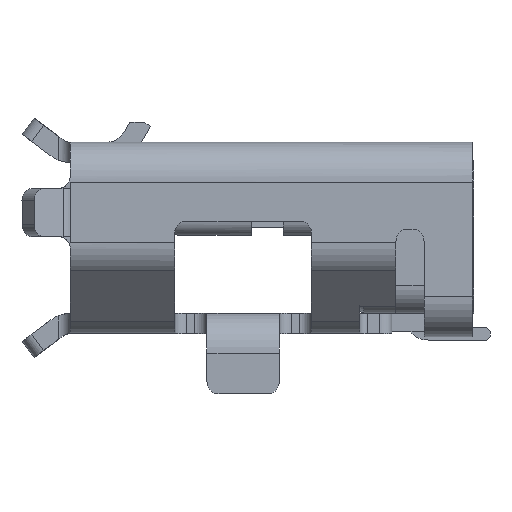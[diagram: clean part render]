
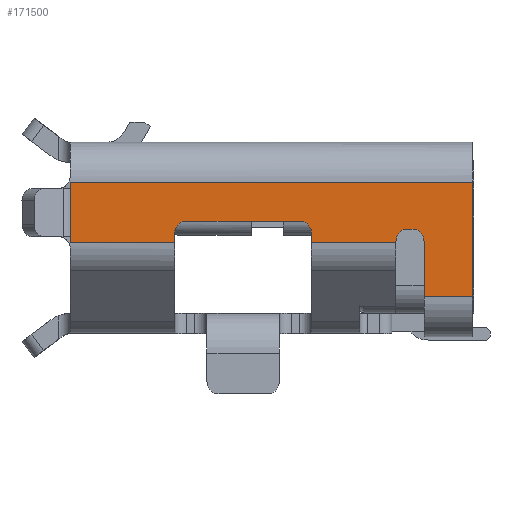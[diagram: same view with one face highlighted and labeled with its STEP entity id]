
A CAD part, left-side view. The second image highlights one B-rep face of the part: STEP entity #171500.
In plain terms, the highlighted planar face has unit normal (-1, 0, 0).
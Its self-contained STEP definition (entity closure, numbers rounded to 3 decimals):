
#166360=CARTESIAN_POINT('',(-3.7,-0.5,
-0.075));
#166370=VERTEX_POINT('',#166360);
#166400=CARTESIAN_POINT('',(-3.7,-0.5,
0.044));
#166410=DIRECTION('',(0.,0.,-1.));
#166420=VECTOR('',#166410,0.119);
#166430=LINE('',#166400,#166420);
#166440=CARTESIAN_POINT('',(-3.7,-0.5,
0.044));
#166450=VERTEX_POINT('',#166440);
#166460=EDGE_CURVE('',#166450,#166370,#166430,.T.);
#166640=CARTESIAN_POINT('',(-3.7,-0.65,
-0.075));
#166650=DIRECTION('',(1.,0.,0.));
#166660=DIRECTION('',(0.,0.,-1.));
#166670=AXIS2_PLACEMENT_3D('',#166640,#166650,#166660);
#166680=CIRCLE('',#166670,0.15);
#166690=CARTESIAN_POINT('',(-3.7,-0.65,-0.225)
);
#166700=VERTEX_POINT('',#166690);
#166710=EDGE_CURVE('',#166700,#166370,#166680,.T.);
#167690=CARTESIAN_POINT('',(-3.7,-3.5,
-0.031));
#167700=VERTEX_POINT('',#167690);
#168520=CARTESIAN_POINT('',(-3.7,-3.5,-0.63));
#168530=DIRECTION('',(0.,0.,-1.));
#168540=VECTOR('',#168530,0.075);
#168550=LINE('',#168520,#168540);
#168560=CARTESIAN_POINT('',(-3.7,-3.5,-0.63));
#168570=VERTEX_POINT('',#168560);
#168580=CARTESIAN_POINT('',(-3.7,-3.5,-0.705))
;
#168590=VERTEX_POINT('',#168580);
#168600=EDGE_CURVE('',#168570,#168590,#168550,.T.);
#169330=CARTESIAN_POINT('',(-3.7,-3.5,-0.705))
;
#169340=DIRECTION('',(0.,1.,0.));
#169350=VECTOR('',#169340,1.);
#169360=LINE('',#169330,#169350);
#169720=CARTESIAN_POINT('',(-3.7,1.5,-0.705));
#169730=VERTEX_POINT('',#169720);
#169760=EDGE_CURVE('',#168590,#169730,#169360,.T.);
#169860=CARTESIAN_POINT('',(-3.7,-3.5,-0.63));
#169870=DIRECTION('',(0.,0.,1.));
#169880=VECTOR('',#169870,0.599);
#169890=LINE('',#169860,#169880);
#169900=EDGE_CURVE('',#168570,#167700,#169890,.T.);
#170350=CARTESIAN_POINT('',(-3.7,-3.5,
0.044));
#170360=DIRECTION('',(1.,-0.,0.));
#170370=DIRECTION('',(0.,0.,-1.));
#170380=AXIS2_PLACEMENT_3D('',#170350,#170360,#170370);
#170390=PLANE('',#170380);
#170400=ORIENTED_EDGE('',*,*,#166710,.T.);
#170410=CARTESIAN_POINT('',(-3.7,-0.65,-0.225)
);
#170420=DIRECTION('',(0.,-1.,0.));
#170430=VECTOR('',#170420,1.4);
#170440=LINE('',#170410,#170430);
#170450=CARTESIAN_POINT('',(-3.7,-2.05,-0.225))
;
#170460=VERTEX_POINT('',#170450);
#170470=EDGE_CURVE('',#166700,#170460,#170440,.T.);
#170480=ORIENTED_EDGE('',*,*,#170470,.F.);
#170490=CARTESIAN_POINT('',(-3.7,-2.05,
-0.075));
#170500=DIRECTION('',(1.,0.,0.));
#170510=DIRECTION('',(0.,-1.,0.));
#170520=AXIS2_PLACEMENT_3D('',#170490,#170500,#170510);
#170530=CIRCLE('',#170520,0.15);
#170540=CARTESIAN_POINT('',(-3.7,-2.2,
-0.075));
#170550=VERTEX_POINT('',#170540);
#170560=EDGE_CURVE('',#170550,#170460,#170530,.T.);
#170570=ORIENTED_EDGE('',*,*,#170560,.T.);
#170580=CARTESIAN_POINT('',(-3.7,-2.2,
0.044));
#170590=DIRECTION('',(0.,0.,-1.));
#170600=VECTOR('',#170590,0.119);
#170610=LINE('',#170580,#170600);
#170620=CARTESIAN_POINT('',(-3.7,-2.2,
0.044));
#170630=VERTEX_POINT('',#170620);
#170640=EDGE_CURVE('',#170630,#170550,#170610,.T.);
#170650=ORIENTED_EDGE('',*,*,#170640,.T.);
#170660=CARTESIAN_POINT('',(-3.7,-3.5,
0.044));
#170670=DIRECTION('',(0.,1.,0.));
#170680=VECTOR('',#170670,1.);
#170690=LINE('',#170660,#170680);
#170700=CARTESIAN_POINT('',(-3.7,-3.5,
0.044));
#170710=VERTEX_POINT('',#170700);
#170720=EDGE_CURVE('',#170710,#170630,#170690,.T.);
#170730=ORIENTED_EDGE('',*,*,#170720,.T.);
#170740=CARTESIAN_POINT('',(-3.7,-3.5,
0.044));
#170750=DIRECTION('',(0.,0.,-1.));
#170760=VECTOR('',#170750,0.075);
#170770=LINE('',#170740,#170760);
#170780=EDGE_CURVE('',#170710,#167700,#170770,.T.);
#170790=ORIENTED_EDGE('',*,*,#170780,.F.);
#170800=ORIENTED_EDGE('',*,*,#169900,.T.);
#170810=ORIENTED_EDGE('',*,*,#168600,.F.);
#170820=ORIENTED_EDGE('',*,*,#169760,.F.);
#170830=CARTESIAN_POINT('',(-3.7,1.5,0.715));
#170840=DIRECTION('',(0.,0.,-1.));
#170850=VECTOR('',#170840,1.42);
#170860=LINE('',#170830,#170850);
#170870=CARTESIAN_POINT('',(-3.7,1.5,0.715));
#170880=VERTEX_POINT('',#170870);
#170890=EDGE_CURVE('',#170880,#169730,#170860,.T.);
#170900=ORIENTED_EDGE('',*,*,#170890,.T.);
#170910=CARTESIAN_POINT('',(-3.7,1.5,0.715));
#170920=DIRECTION('',(0.,-1.,0.));
#170930=VECTOR('',#170920,0.6);
#170940=LINE('',#170910,#170930);
#170950=CARTESIAN_POINT('',(-3.7,0.9,0.715));
#170960=VERTEX_POINT('',#170950);
#170970=EDGE_CURVE('',#170880,#170960,#170940,.T.);
#170980=ORIENTED_EDGE('',*,*,#170970,.F.);
#170990=CARTESIAN_POINT('',(-3.7,0.9,
0.025));
#171000=DIRECTION('',(0.,0.,1.));
#171010=VECTOR('',#171000,0.69);
#171020=LINE('',#170990,#171010);
#171030=CARTESIAN_POINT('',(-3.7,0.9,
0.025));
#171040=VERTEX_POINT('',#171030);
#171050=EDGE_CURVE('',#171040,#170960,#171020,.T.);
#171060=ORIENTED_EDGE('',*,*,#171050,.T.);
#171070=CARTESIAN_POINT('',(-3.7,0.75,
0.025));
#171080=DIRECTION('',(1.,0.,0.));
#171090=DIRECTION('',(0.,0.,-1.));
#171100=AXIS2_PLACEMENT_3D('',#171070,#171080,#171090);
#171110=CIRCLE('',#171100,0.15);
#171120=CARTESIAN_POINT('',(-3.7,0.75,-0.125))
;
#171130=VERTEX_POINT('',#171120);
#171140=EDGE_CURVE('',#171130,#171040,#171110,.T.);
#171150=ORIENTED_EDGE('',*,*,#171140,.T.);
#171160=CARTESIAN_POINT('',(-3.7,0.75,-0.125))
;
#171170=DIRECTION('',(0.,-1.,0.));
#171180=VECTOR('',#171170,0.05);
#171190=LINE('',#171160,#171180);
#171200=CARTESIAN_POINT('',(-3.7,0.7,-0.125))
;
#171210=VERTEX_POINT('',#171200);
#171220=EDGE_CURVE('',#171130,#171210,#171190,.T.);
#171230=ORIENTED_EDGE('',*,*,#171220,.F.);
#171240=CARTESIAN_POINT('',(-3.7,0.7,
0.025));
#171250=DIRECTION('',(1.,0.,0.));
#171260=DIRECTION('',(0.,-1.,0.));
#171270=AXIS2_PLACEMENT_3D('',#171240,#171250,#171260);
#171280=CIRCLE('',#171270,0.15);
#171290=CARTESIAN_POINT('',(-3.7,0.55,
0.025));
#171300=VERTEX_POINT('',#171290);
#171310=EDGE_CURVE('',#171300,#171210,#171280,.T.);
#171320=ORIENTED_EDGE('',*,*,#171310,.T.);
#171330=CARTESIAN_POINT('',(-3.7,0.55,
0.044));
#171340=DIRECTION('',(-0.,0.,-1.));
#171350=VECTOR('',#171340,0.019);
#171360=LINE('',#171330,#171350);
#171370=CARTESIAN_POINT('',(-3.7,0.55,
0.044));
#171380=VERTEX_POINT('',#171370);
#171390=EDGE_CURVE('',#171380,#171300,#171360,.T.);
#171400=ORIENTED_EDGE('',*,*,#171390,.T.);
#171410=CARTESIAN_POINT('',(-3.7,-3.5,
0.044));
#171420=DIRECTION('',(0.,1.,0.));
#171430=VECTOR('',#171420,1.);
#171440=LINE('',#171410,#171430);
#171450=EDGE_CURVE('',#166450,#171380,#171440,.T.);
#171460=ORIENTED_EDGE('',*,*,#171450,.T.);
#171470=ORIENTED_EDGE('',*,*,#166460,.F.);
#171480=EDGE_LOOP('',(#171470,#171460,#171400,#171320,#171230,#171150,
#171060,#170980,#170900,#170820,#170810,#170800,#170790,#170730,#170650,
#170570,#170480,#170400));
#171490=FACE_OUTER_BOUND('',#171480,.T.);
#171500=ADVANCED_FACE('',(#171490),#170390,.F.);
